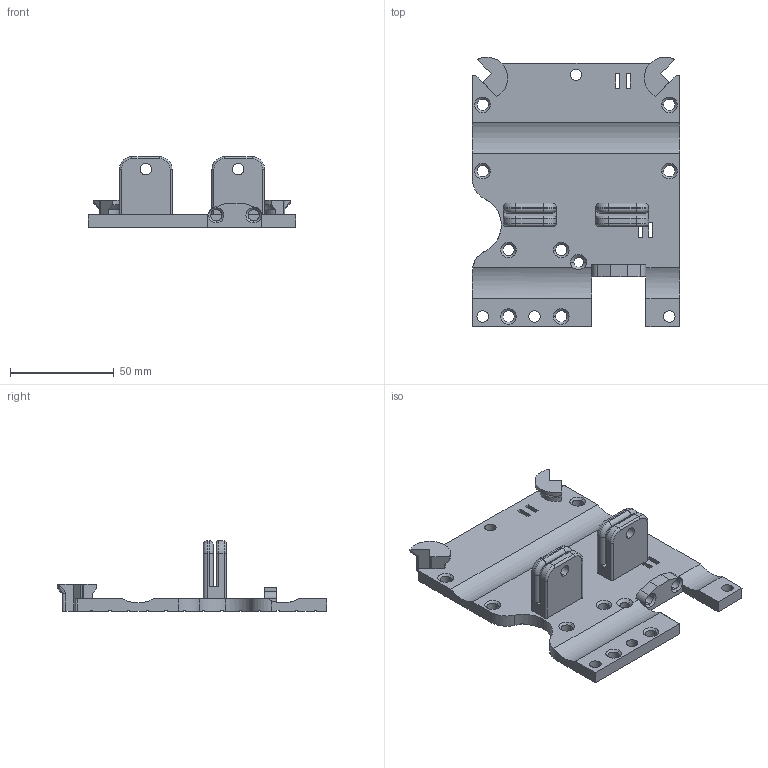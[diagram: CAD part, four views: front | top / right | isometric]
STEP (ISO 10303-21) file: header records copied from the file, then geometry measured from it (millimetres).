
FILE_DESCRIPTION (( 'STEP AP214' ), '1' );
FILE_NAME ('taz6_x_carriage_bltouch.STEP', '2024-01-17T23:50:56', ( '' ), ( '' ), 'SwSTEP 2.0', 'SolidWorks 2020', '' );
FILE_SCHEMA (( 'AUTOMOTIVE_DESIGN' ));
Length unit declared in the file: millimetre
Products named in the file (1): taz6_x_carriage_bltouch
Bounding box: 100 x 129.93 x 34 mm (x, y, z)
Volume: 78421.7 mm3; surface area: 35574.5 mm2
Topology: 1 solids, 1 shells, 312 faces, 896 edges, 571 vertices
Faces by surface type: plane 164, cylinder 99, cone 31, torus 16, bspline 2
Entity records: 10386 total; most frequent: CARTESIAN_POINT 1931, ORIENTED_EDGE 1792, DIRECTION 1774, EDGE_CURVE 896, AXIS2_PLACEMENT_3D 592, LINE 590, VECTOR 590, VERTEX_POINT 571
